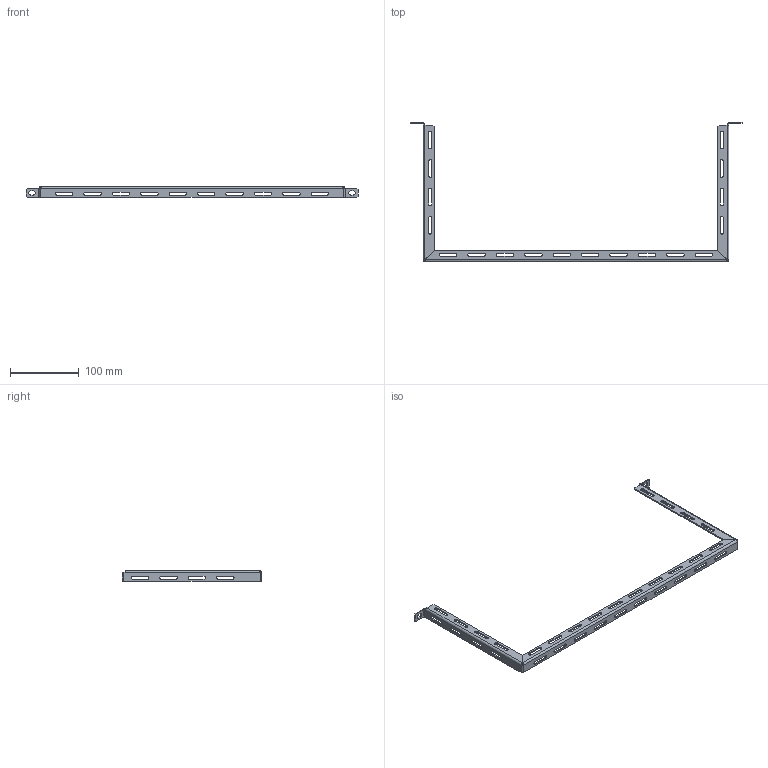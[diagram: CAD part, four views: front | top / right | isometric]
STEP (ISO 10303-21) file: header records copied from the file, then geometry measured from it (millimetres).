
FILE_DESCRIPTION(/* description */ ('Unknown'),/* implementation_level */ '2;1');
FILE_NAME(/* name */ 'HCM198BK',/* time_stamp */ '2019-07-25T09:20:31-04:00',/* author */ ('Unknown'),/* organization */ ('Unknown'),/* preprocessor_version */ 'ST-DEVELOPER v16.7',/* originating_system */ 'DEX',/* authorisation */ $);
FILE_SCHEMA (('AUTOMOTIVE_DESIGN {1 0 10303 214 3 1 1}'));
Length unit declared in the file: millimetre
Products named in the file (1): COM57141-8
Bounding box: 482.6 x 203.2 x 15.88 mm (x, y, z)
Volume: 37036 mm3; surface area: 47685.7 mm2
Topology: 1 solids, 1 shells, 212 faces, 610 edges, 400 vertices
Faces by surface type: plane 118, cylinder 90, bspline 4
Entity records: 7187 total; most frequent: CARTESIAN_POINT 1319, ORIENTED_EDGE 1220, DIRECTION 1196, EDGE_CURVE 610, LINE 418, VECTOR 418, VERTEX_POINT 400, AXIS2_PLACEMENT_3D 389
